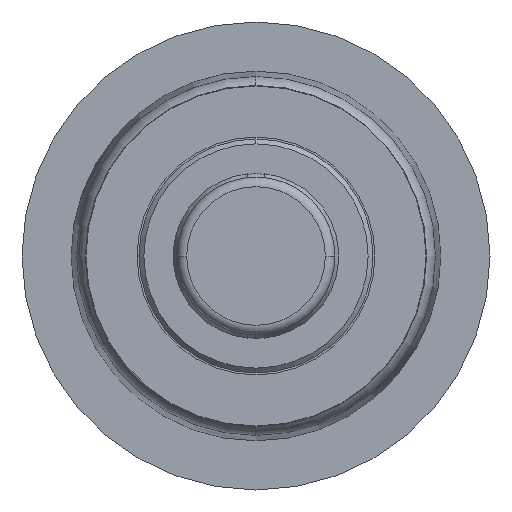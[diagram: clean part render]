
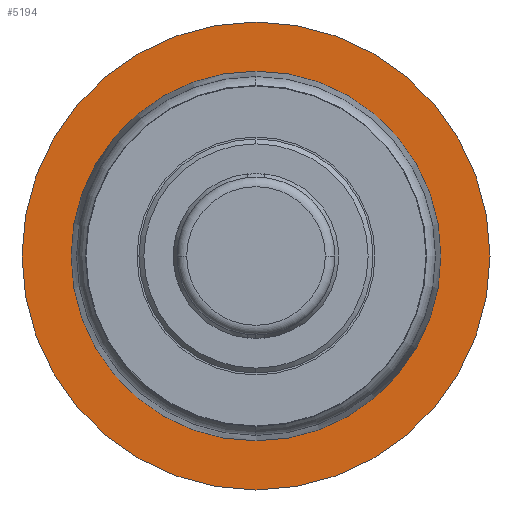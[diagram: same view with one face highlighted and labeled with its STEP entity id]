
A CAD part, left-side view. The second image highlights one B-rep face of the part: STEP entity #5194.
In plain terms, the highlighted planar face has unit normal (-1, 0, 0).
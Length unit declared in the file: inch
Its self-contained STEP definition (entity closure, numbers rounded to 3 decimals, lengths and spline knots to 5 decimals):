
#284 = VERTEX_POINT ( 'NONE', #5287 ) ;
#645 = AXIS2_PLACEMENT_3D ( 'NONE', #843, #2287, #1255 ) ;
#764 = EDGE_CURVE ( 'NONE', #284, #2311, #1378, .T. ) ;
#800 = DIRECTION ( 'NONE',  ( 0., 1., 0. ) ) ;
#843 = CARTESIAN_POINT ( 'NONE',  ( 2.65, 0., 0. ) ) ;
#938 = DIRECTION ( 'NONE',  ( 0., 0., 1. ) ) ;
#1255 = DIRECTION ( 'NONE',  ( 0., 0., 1. ) ) ;
#1378 = CIRCLE ( 'NONE', #645, 1.185 ) ;
#1421 = AXIS2_PLACEMENT_3D ( 'NONE', #2765, #4780, #5861 ) ;
#1502 = CARTESIAN_POINT ( 'NONE',  ( 2.65, 0., -1.5 ) ) ;
#1721 = VERTEX_POINT ( 'NONE', #5070 ) ;
#1911 = EDGE_CURVE ( 'NONE', #2311, #284, #2331, .T. ) ;
#2080 = EDGE_LOOP ( 'NONE', ( #5576, #3226 ) ) ;
#2287 = DIRECTION ( 'NONE',  ( -1., 0., 0. ) ) ;
#2311 = VERTEX_POINT ( 'NONE', #4891 ) ;
#2331 = CIRCLE ( 'NONE', #2743, 1.185 ) ;
#2372 = CIRCLE ( 'NONE', #3961, 1.5 ) ;
#2478 = DIRECTION ( 'NONE',  ( 0., 0., 1. ) ) ;
#2743 = AXIS2_PLACEMENT_3D ( 'NONE', #4479, #4010, #938 ) ;
#2765 = CARTESIAN_POINT ( 'NONE',  ( 2.65, 0., 0. ) ) ;
#2806 = FACE_OUTER_BOUND ( 'NONE', #4672, .T. ) ;
#3210 = VERTEX_POINT ( 'NONE', #1502 ) ;
#3226 = ORIENTED_EDGE ( 'NONE', *, *, #764, .F. ) ;
#3275 = DIRECTION ( 'NONE',  ( 1., 0., 0. ) ) ;
#3915 = CARTESIAN_POINT ( 'NONE',  ( 2.65, 0., 0. ) ) ;
#3961 = AXIS2_PLACEMENT_3D ( 'NONE', #3915, #5044, #2478 ) ;
#4010 = DIRECTION ( 'NONE',  ( -1., 0., 0. ) ) ;
#4479 = CARTESIAN_POINT ( 'NONE',  ( 2.65, 0., 0. ) ) ;
#4672 = EDGE_LOOP ( 'NONE', ( #5418, #5957 ) ) ;
#4723 = CARTESIAN_POINT ( 'NONE',  ( 2.65, 1.5, 0. ) ) ;
#4780 = DIRECTION ( 'NONE',  ( -1., 0., 0. ) ) ;
#4891 = CARTESIAN_POINT ( 'NONE',  ( 2.65, 0., -1.185 ) ) ;
#4998 = EDGE_CURVE ( 'NONE', #3210, #1721, #2372, .T. ) ;
#5044 = DIRECTION ( 'NONE',  ( -1., 0., 0. ) ) ;
#5070 = CARTESIAN_POINT ( 'NONE',  ( 2.65, 0., 1.5 ) ) ;
#5194 = ADVANCED_FACE ( 'NONE', ( #2806, #5840 ), #5365, .F. ) ;
#5217 = AXIS2_PLACEMENT_3D ( 'NONE', #4723, #3275, #800 ) ;
#5287 = CARTESIAN_POINT ( 'NONE',  ( 2.65, 0., 1.185 ) ) ;
#5365 = PLANE ( 'NONE',  #5217 ) ;
#5418 = ORIENTED_EDGE ( 'NONE', *, *, #5600, .T. ) ;
#5576 = ORIENTED_EDGE ( 'NONE', *, *, #1911, .F. ) ;
#5600 = EDGE_CURVE ( 'NONE', #1721, #3210, #6276, .T. ) ;
#5840 = FACE_BOUND ( 'NONE', #2080, .T. ) ;
#5861 = DIRECTION ( 'NONE',  ( 0., 0., 1. ) ) ;
#5957 = ORIENTED_EDGE ( 'NONE', *, *, #4998, .T. ) ;
#6276 = CIRCLE ( 'NONE', #1421, 1.5 ) ;
